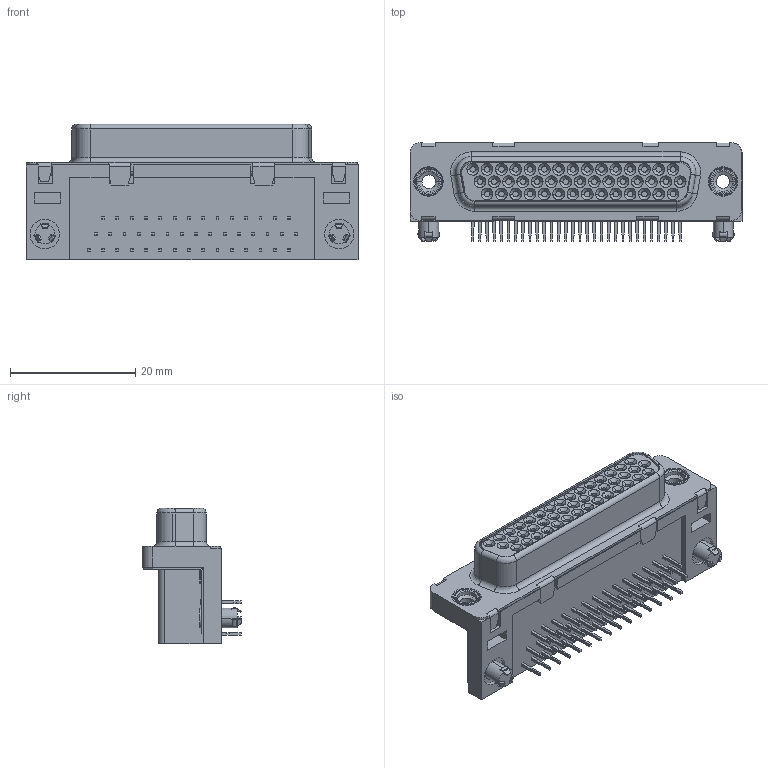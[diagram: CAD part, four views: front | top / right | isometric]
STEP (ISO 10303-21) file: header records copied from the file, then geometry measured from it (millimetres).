
FILE_DESCRIPTION (( 'STEP AP214' ), '1' );
FILE_NAME ('ICD44S13E4GX00LF.STEP', '2023-05-19T08:13:23', ( '' ), ( '' ), 'SwSTEP 2.0', 'SolidWorks 2021', '' );
FILE_SCHEMA (( 'AUTOMOTIVE_DESIGN' ));
Length unit declared in the file: millimetre
Products named in the file (2): ICD44S13E4GX00LF--3DModel-STEP-533217; ICD44S13E4GX00LF
Assembly tree (1 placements, depth 2):
  ICD44S13E4GX00LF
    ICD44S13E4GX00LF--3DModel-STEP-533217
Bounding box: 53.04 x 15.75 x 21.63 mm (x, y, z)
Volume: 8565.6 mm3; surface area: 6171.1 mm2
Topology: 1 solids, 4 shells, 1574 faces, 4051 edges, 2610 vertices
Faces by surface type: plane 886, cylinder 449, cone 147, torus 92
Entity records: 50422 total; most frequent: CARTESIAN_POINT 12322, ORIENTED_EDGE 8102, DIRECTION 7573, EDGE_CURVE 4051, VERTEX_POINT 2610, AXIS2_PLACEMENT_3D 2546, VECTOR 2481, LINE 2481
